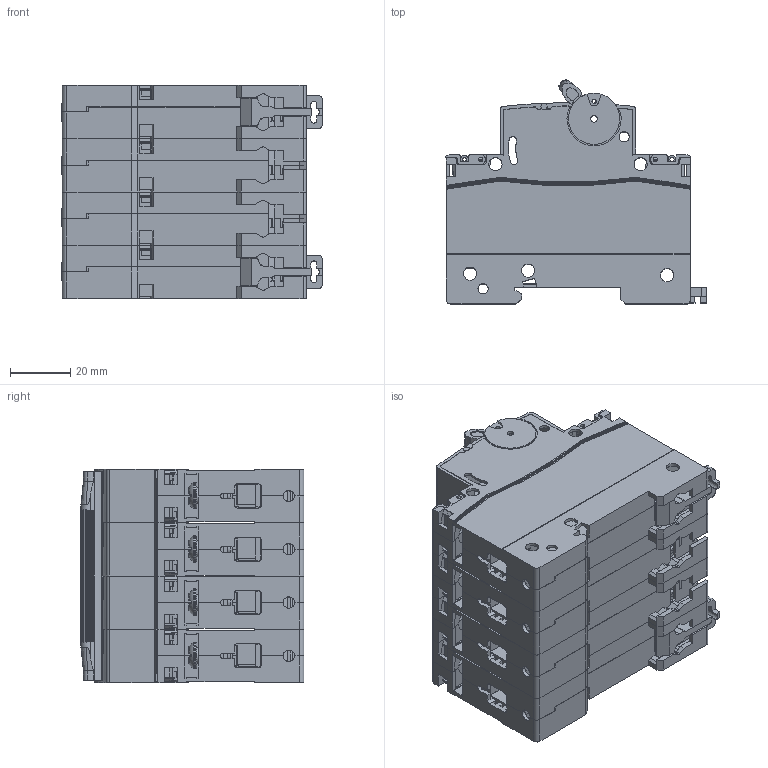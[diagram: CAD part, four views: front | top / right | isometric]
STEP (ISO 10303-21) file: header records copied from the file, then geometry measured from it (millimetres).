
FILE_DESCRIPTION (( 'STEP AP203' ), '1' );
FILE_NAME ('Âûêëþ÷àòåëü àâòîìàòè÷åñêèé ÂÀ 47-63N 4P 6êÀ ÂÀ 47-63N (ÂÍ-63N4P).STEP', '2022-12-23T11:47:15', ( '' ), ( '' ), 'SwSTEP 2.0', 'SolidWorks 2021', '' );
FILE_SCHEMA (( 'CONFIG_CONTROL_DESIGN' ));
Products named in the file (1): Âûêëþ÷àòåëü àâòîìàòè÷åñêèé ÂÀ 47-63N 4P 6êÀ ÂÀ 47-63N (ÂÍ-63N4P)
Bounding box: 86.73 x 74.45 x 70.8 mm (x, y, z)
Volume: 79361.4 mm3; surface area: 151323 mm2
Topology: 33 solids, 37 shells, 6982 faces, 19766 edges, 12852 vertices
Faces by surface type: plane 4889, cylinder 1588, cone 249, torus 180, bspline 76
Entity records: 229532 total; most frequent: CARTESIAN_POINT 46509, ORIENTED_EDGE 39532, DIRECTION 36740, EDGE_CURVE 19766, VECTOR 15066, LINE 15066, VERTEX_POINT 12852, AXIS2_PLACEMENT_3D 10837
